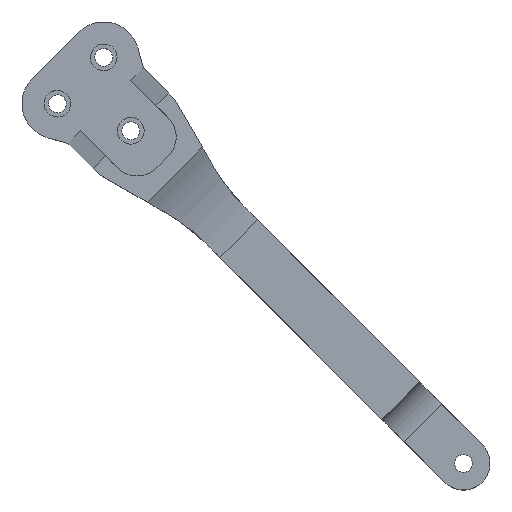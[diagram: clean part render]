
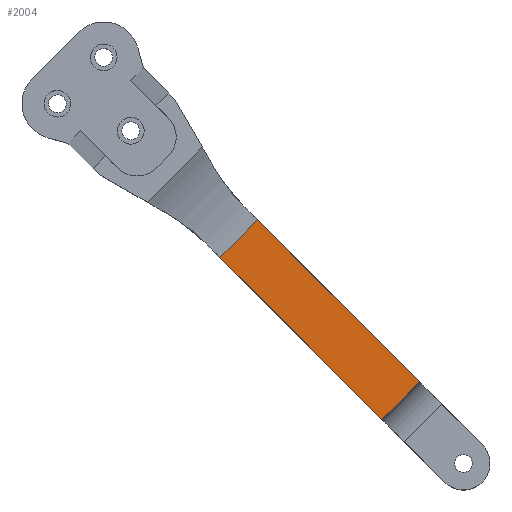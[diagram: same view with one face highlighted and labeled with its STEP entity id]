
A CAD part, top view. The second image highlights one B-rep face of the part: STEP entity #2004.
In plain terms, the highlighted planar face has unit normal (0, 0, 1).
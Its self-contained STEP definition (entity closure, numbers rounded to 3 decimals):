
#141=CARTESIAN_POINT('Vertex',(172.122,-150.908,50.)) ;
#144=CARTESIAN_POINT('Line Origine',(217.733,-196.52,50.)) ;
#148=CARTESIAN_POINT('Vertex',(263.345,-242.132,50.)) ;
#432=CARTESIAN_POINT('Vertex',(150.908,-172.122,50.)) ;
#435=CARTESIAN_POINT('Line Origine',(161.515,-161.515,50.)) ;
#1981=CARTESIAN_POINT('Axis2P3D Location',(298.701,-298.701,50.)) ;
#1986=CARTESIAN_POINT('Line Origine',(252.739,-252.739,50.)) ;
#1990=CARTESIAN_POINT('Vertex',(242.132,-263.345,50.)) ;
#1993=CARTESIAN_POINT('Line Origine',(196.52,-217.733,50.)) ;
#145=DIRECTION('Vector Direction',(-0.707,0.707,0.)) ;
#436=DIRECTION('Vector Direction',(-0.707,-0.707,0.)) ;
#1982=DIRECTION('Axis2P3D Direction',(0.,0.,1.)) ;
#1983=DIRECTION('Axis2P3D XDirection',(-0.707,0.707,0.)) ;
#1987=DIRECTION('Vector Direction',(0.707,0.707,0.)) ;
#1994=DIRECTION('Vector Direction',(-0.707,0.707,0.)) ;
#1984=AXIS2_PLACEMENT_3D('Plane Axis2P3D',#1981,#1982,#1983) ;
#1999=ORIENTED_EDGE('',*,*,#1992,.T.) ;
#2000=ORIENTED_EDGE('',*,*,#150,.T.) ;
#2001=ORIENTED_EDGE('',*,*,#439,.F.) ;
#2002=ORIENTED_EDGE('',*,*,#1997,.F.) ;
#146=VECTOR('Line Direction',#145,1.) ;
#437=VECTOR('Line Direction',#436,1.) ;
#1988=VECTOR('Line Direction',#1987,1.) ;
#1995=VECTOR('Line Direction',#1994,1.) ;
#2004=ADVANCED_FACE('PartBody',(#2003),#1985,.T.) ;
#150=EDGE_CURVE('',#149,#142,#147,.T.) ;
#439=EDGE_CURVE('',#433,#142,#438,.F.) ;
#1992=EDGE_CURVE('',#1991,#149,#1989,.T.) ;
#1997=EDGE_CURVE('',#1991,#433,#1996,.T.) ;
#1998=EDGE_LOOP('',(#1999,#2000,#2001,#2002)) ;
#2003=FACE_OUTER_BOUND('',#1998,.T.) ;
#147=LINE('Line',#144,#146) ;
#438=LINE('Line',#435,#437) ;
#1989=LINE('Line',#1986,#1988) ;
#1996=LINE('Line',#1993,#1995) ;
#1985=PLANE('Plane',#1984) ;
#142=VERTEX_POINT('',#141) ;
#149=VERTEX_POINT('',#148) ;
#433=VERTEX_POINT('',#432) ;
#1991=VERTEX_POINT('',#1990) ;
